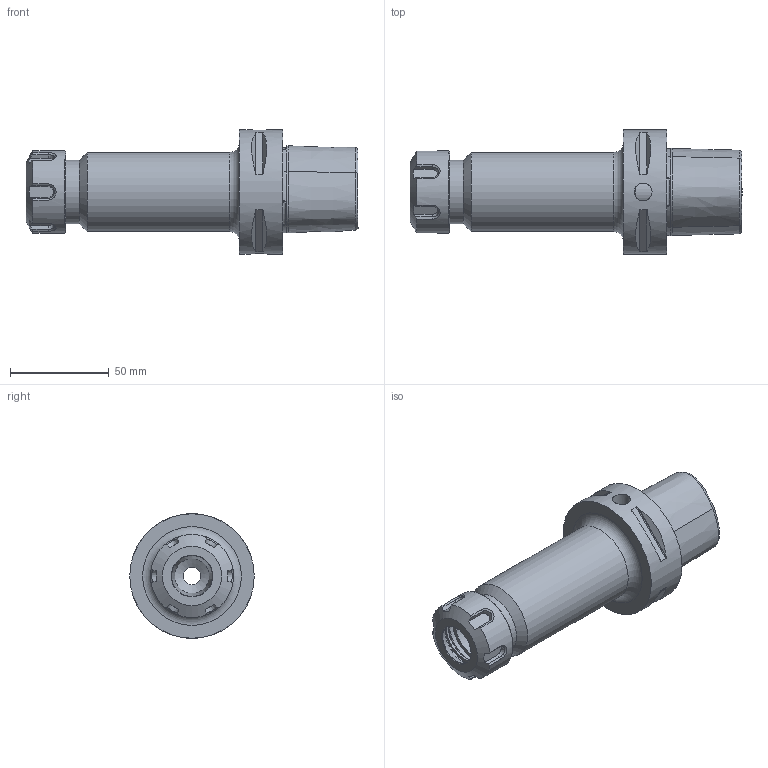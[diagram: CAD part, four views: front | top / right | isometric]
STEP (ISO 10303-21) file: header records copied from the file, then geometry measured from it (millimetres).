
FILE_DESCRIPTION(/* description */ (''),/* implementation_level */ '2;1');
FILE_NAME(/* name */ '06_16_22.stp',/* time_stamp */ '2022-05-30T10:28:45+02:00',/* author */ ('cad'),/* organization */ (''),/* preprocessor_version */ 'ST-DEVELOPER v18.1',/* originating_system */ 'Autodesk Inventor 2021',/* authorisation */ '');
FILE_SCHEMA (('AUTOMOTIVE_DESIGN { 1 0 10303 214 3 1 1 }'));
Length unit declared in the file: inch
Products named in the file (1): 06_16_22_Shrinkwrap_1
Bounding box: 168 x 63 x 63 mm (x, y, z)
Volume: 200657.4 mm3; surface area: 40641 mm2
Topology: 1 solids, 1 shells, 154 faces, 414 edges, 274 vertices
Faces by surface type: plane 55, cone 33, cylinder 31, bspline 30, torus 5
Full cylindrical faces by diameter (mm): 5 x1, 8.1 x2, 8.647 x1, 9 x1, 10 x1, 17.5 x1, 18.376 x1, 20.3 x1, 20.7 x1, 25.75 x1, 28 x2, 30.376 x1, 32 x2, 32.5 x1, 40 x1, 42 x1, 63 x1
Entity records: 6550 total; most frequent: CARTESIAN_POINT 2744, ORIENTED_EDGE 822, DIRECTION 654, EDGE_CURVE 411, AXIS2_PLACEMENT_3D 275, VERTEX_POINT 274, EDGE_LOOP 173, STYLED_ITEM 155
